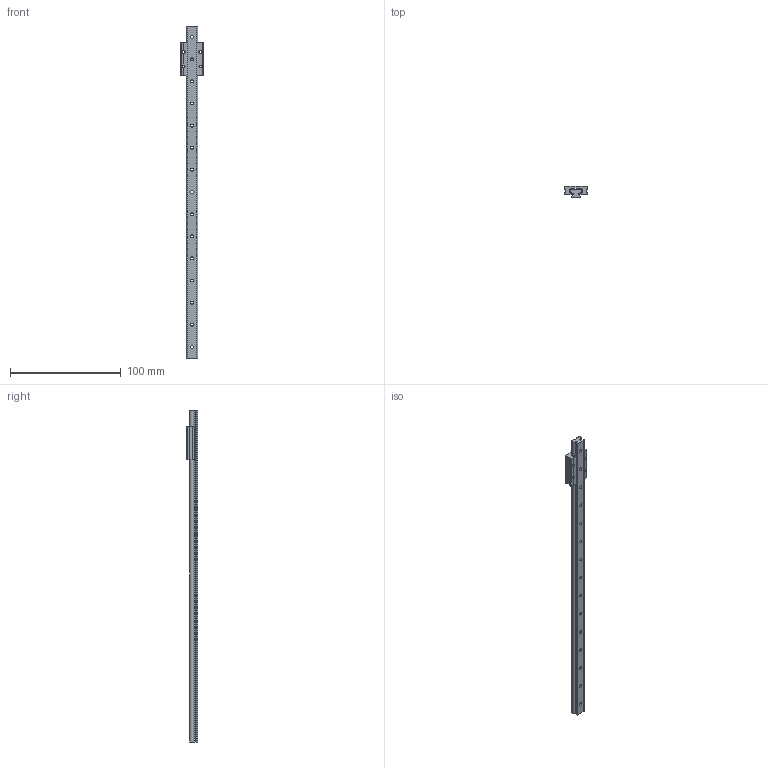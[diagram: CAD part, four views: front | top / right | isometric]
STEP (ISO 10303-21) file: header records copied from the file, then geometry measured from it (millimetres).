
FILE_DESCRIPTION (( 'STEP AP214' ), '1' );
FILE_NAME ('GST_481578FFBB.step', '2021-08-23T12:57:53', ( '' ), ( '' ), 'SwSTEP 2.0', 'SolidWorks 2019', '' );
FILE_SCHEMA (( 'AUTOMOTIVE_DESIGN' ));
Length unit declared in the file: inch
Products named in the file (5): I1fpK3bSKk_CADModel_0; I1fpK3bSKk_CADModel_1; GST_481578FFBB
Assembly tree (2 placements, depth 2):
  I1fpK3bSKk_CADModel_0
  I1fpK3bSKk_CADModel_1
  GST_481578FFBB
    I1fpK3bSKk_CADModel_1
    I1fpK3bSKk_CADModel_0
Bounding box: 20 x 10 x 300 mm (x, y, z)
Volume: 18846.4 mm3; surface area: 17052.3 mm2
Topology: 4 solids, 4 shells, 246 faces, 720 edges, 480 vertices
Faces by surface type: plane 143, cylinder 103
Entity records: 11666 total; most frequent: CARTESIAN_POINT 1758, ORIENTED_EDGE 1440, DIRECTION 1358, EDGE_CURVE 720, AXIS2_PLACEMENT_3D 488, VERTEX_POINT 480, VECTOR 382, LINE 382
